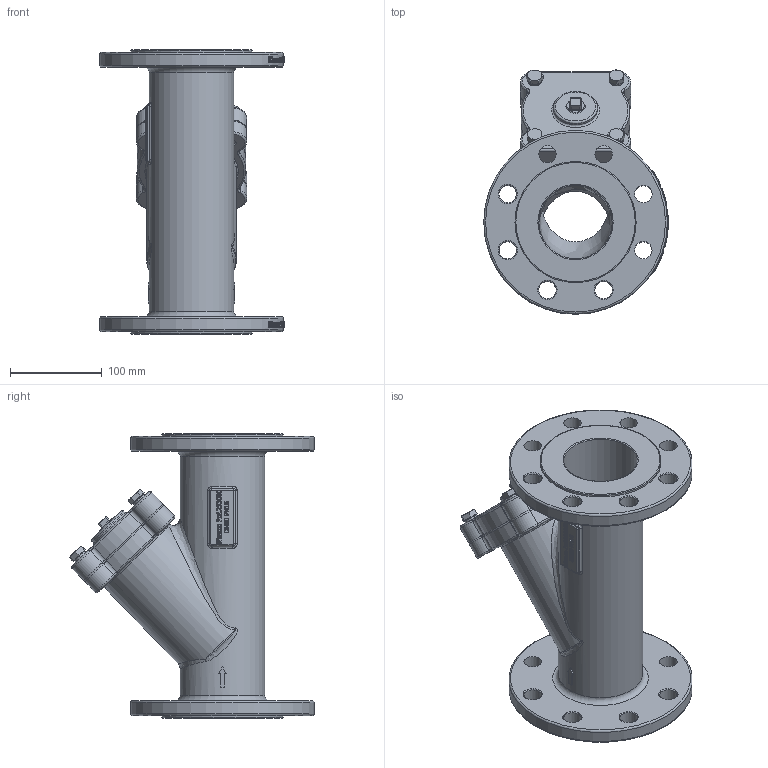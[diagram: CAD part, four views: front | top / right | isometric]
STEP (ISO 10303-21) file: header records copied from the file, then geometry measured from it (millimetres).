
FILE_DESCRIPTION(/* description */ ('233080'),/* implementation_level */ '2;1');
FILE_NAME(/* name */ '233080.stp',/* time_stamp */ '2017-08-17T15:06:55+02:00',/* author */ ('jmorand'),/* organization */ ('Sferaco'),/* preprocessor_version */ 'ST-DEVELOPER v16.5',/* originating_system */ 'Autodesk Inventor 2017',/* authorisation */ '');
FILE_SCHEMA (('CONFIG_CONTROL_DESIGN'));
Products named in the file (1): 233080_bd
Bounding box: 201 x 266.29 x 310 mm (x, y, z)
Volume: 1943666.7 mm3; surface area: 371912.5 mm2
Topology: 1 solids, 1 shells, 1655 faces, 4399 edges, 2889 vertices
Faces by surface type: bspline 804, plane 573, cylinder 178, torus 71, cone 29
Full cylindrical faces by diameter (mm): 8.376 x4, 10 x4, 16 x4, 18.631 x1, 19 x16, 48 x1, 80 x2, 82 x1, 92 x1, 132 x2, 200 x2
Entity records: 68678 total; most frequent: CARTESIAN_POINT 31343, ORIENTED_EDGE 8576, DIRECTION 5033, EDGE_CURVE 4288, VERTEX_POINT 2854, LINE 1961, VECTOR 1961, EDGE_LOOP 1914
